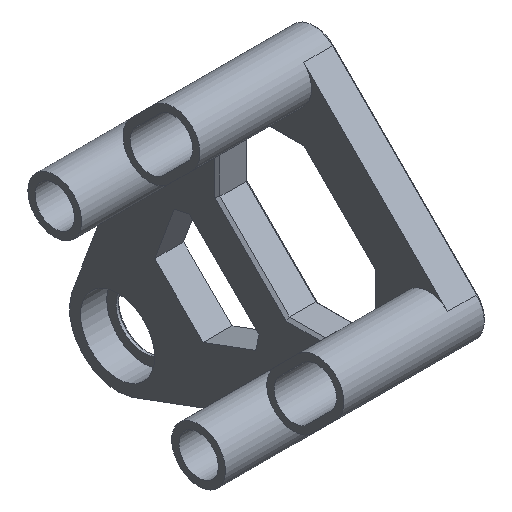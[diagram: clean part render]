
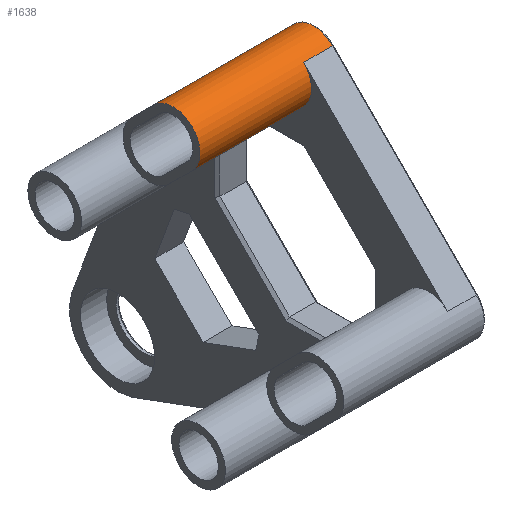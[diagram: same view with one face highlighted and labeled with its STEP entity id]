
A CAD part, isometric view. The second image highlights one B-rep face of the part: STEP entity #1638.
In plain terms, the highlighted cylindrical face has radius 4.1 mm (diameter 8.2 mm), a partial arc.
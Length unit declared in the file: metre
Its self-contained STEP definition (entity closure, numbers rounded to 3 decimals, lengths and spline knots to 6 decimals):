
#37=CIRCLE('',#1723,0.0041);
#41=CIRCLE('',#1730,0.0041);
#62=CIRCLE('',#1784,0.0041);
#85=CYLINDRICAL_SURFACE('',#1783,0.0041);
#294=ORIENTED_EDGE('',*,*,#693,.T.);
#295=ORIENTED_EDGE('',*,*,#582,.F.);
#296=ORIENTED_EDGE('',*,*,#692,.F.);
#297=ORIENTED_EDGE('',*,*,#597,.F.);
#298=ORIENTED_EDGE('',*,*,#588,.F.);
#299=ORIENTED_EDGE('',*,*,#694,.T.);
#582=EDGE_CURVE('',#808,#809,#37,.T.);
#588=EDGE_CURVE('',#814,#812,#951,.T.);
#597=EDGE_CURVE('',#812,#823,#41,.T.);
#692=EDGE_CURVE('',#823,#808,#1032,.T.);
#693=EDGE_CURVE('',#887,#809,#1033,.T.);
#694=EDGE_CURVE('',#814,#887,#62,.T.);
#808=VERTEX_POINT('',#2393);
#809=VERTEX_POINT('',#2395);
#812=VERTEX_POINT('',#2402);
#814=VERTEX_POINT('',#2406);
#823=VERTEX_POINT('',#2427);
#887=VERTEX_POINT('',#2620);
#951=LINE('',#2407,#1128);
#1032=LINE('',#2617,#1209);
#1033=LINE('',#2619,#1210);
#1128=VECTOR('',#1925,1.);
#1209=VECTOR('',#2120,1.);
#1210=VECTOR('',#2123,1.);
#1335=EDGE_LOOP('',(#294,#295,#296,#297,#298,#299));
#1457=FACE_BOUND('',#1335,.T.);
#1638=ADVANCED_FACE('',(#1457),#85,.T.);
#1723=AXIS2_PLACEMENT_3D('',#2394,#1915,#1916);
#1730=AXIS2_PLACEMENT_3D('',#2426,#1940,#1941);
#1783=AXIS2_PLACEMENT_3D('',#2618,#2121,#2122);
#1784=AXIS2_PLACEMENT_3D('',#2621,#2124,#2125);
#1915=DIRECTION('',(1.,0.,0.));
#1916=DIRECTION('',(0.,1.,0.));
#1925=DIRECTION('',(-1.,0.,0.));
#1940=DIRECTION('',(-1.,0.,0.));
#1941=DIRECTION('',(0.,-1.,0.));
#2120=DIRECTION('',(1.,0.,0.));
#2121=DIRECTION('',(-1.,0.,0.));
#2122=DIRECTION('',(0.,-1.,0.));
#2123=DIRECTION('',(1.,0.,0.));
#2124=DIRECTION('',(-1.,0.,0.));
#2125=DIRECTION('',(0.,-1.,0.));
#2393=CARTESIAN_POINT('',(-0.00589,-0.032144,0.02704));
#2394=CARTESIAN_POINT('',(-0.00589,-0.035043,0.024141));
#2395=CARTESIAN_POINT('',(-0.00589,-0.037942,0.02704));
#2402=CARTESIAN_POINT('',(-0.02729,-0.037942,0.021241));
#2406=CARTESIAN_POINT('',(-0.01029,-0.037942,0.021241));
#2407=CARTESIAN_POINT('',(0.00891,-0.037942,0.021241));
#2426=CARTESIAN_POINT('',(-0.02729,-0.035043,0.024141));
#2427=CARTESIAN_POINT('',(-0.02729,-0.032144,0.02704));
#2617=CARTESIAN_POINT('',(-0.00989,-0.032144,0.02704));
#2618=CARTESIAN_POINT('',(0.00891,-0.035043,0.024141));
#2619=CARTESIAN_POINT('',(-0.00989,-0.037942,0.02704));
#2620=CARTESIAN_POINT('',(-0.01029,-0.037942,0.02704));
#2621=CARTESIAN_POINT('',(-0.01029,-0.035043,0.024141));
